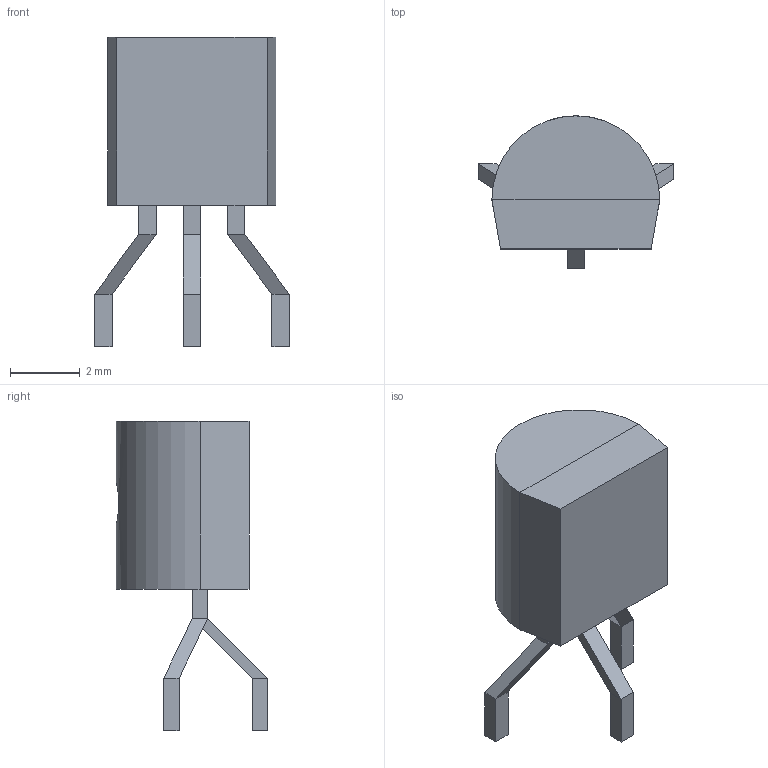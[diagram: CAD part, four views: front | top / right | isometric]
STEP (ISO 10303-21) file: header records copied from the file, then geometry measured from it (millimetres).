
FILE_DESCRIPTION (( 'STEP AP214' ), '1' );
FILE_NAME ('User Library-TO-92_2.54x2.54.STEP', '2018-08-14T06:58:39', ( '' ), ( '' ), 'SwSTEP 2.0', 'SolidWorks 2018', '' );
FILE_SCHEMA (( 'AUTOMOTIVE_DESIGN' ));
Length unit declared in the file: millimetre
Products named in the file (12): User Library-TO-92_2.54x2.54_Cube005; User Library-TO-92_2.54x2.54_Cube001; User Library-TO-92_2.54x2.54_Loft004; User Library-TO-92_2.54x2.54; User Library-TO-92_2.54x2.54_Cube009; User Library-TO-92_2.54x2.54_Loft005; User Library-TO-92_2.54x2.54_Cube007; User Library-TO-92_2.54x2.54_Loft; User Library-TO-92_2.54x2.54_Cube008; User Library-TO-92_2.54x2.54_Cut001; User Library-TO-92_2.54x2.54_Cube004; User Library-TO-92_2.54x2.54_Loft003
Assembly tree (11 placements, depth 2):
  User Library-TO-92_2.54x2.54
    User Library-TO-92_2.54x2.54_Cube001
    User Library-TO-92_2.54x2.54_Cube005
    User Library-TO-92_2.54x2.54_Cube008
    User Library-TO-92_2.54x2.54_Loft003
    User Library-TO-92_2.54x2.54_Cube004
    User Library-TO-92_2.54x2.54_Cube007
    User Library-TO-92_2.54x2.54_Cube009
    User Library-TO-92_2.54x2.54_Loft
    User Library-TO-92_2.54x2.54_Loft005
    User Library-TO-92_2.54x2.54_Cut001
    User Library-TO-92_2.54x2.54_Loft004
Bounding box: 5.57 x 4.34 x 8.84 mm (x, y, z)
Volume: 76.6 mm3; surface area: 179.9 mm2
Topology: 10 solids, 11 shells, 65 faces, 132 edges, 88 vertices
Faces by surface type: plane 62, cylinder 3
Entity records: 2896 total; most frequent: CARTESIAN_POINT 320, DIRECTION 294, ORIENTED_EDGE 256, EDGE_CURVE 132, VECTOR 126, LINE 126, UNCERTAINTY_MEASURE_WITH_UNIT 98, VERTEX_POINT 88
